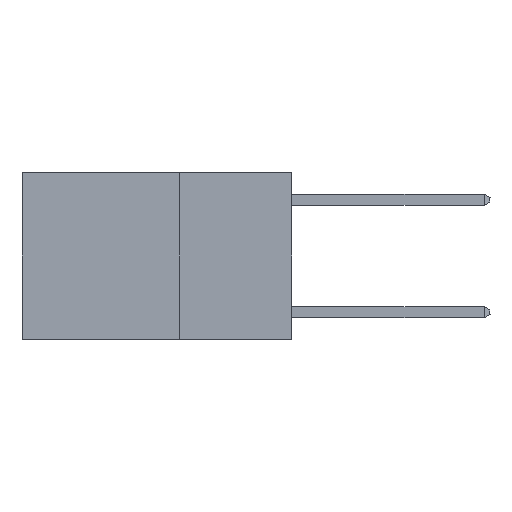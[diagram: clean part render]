
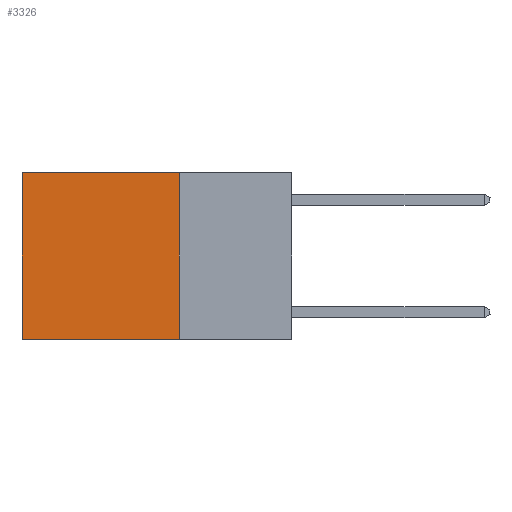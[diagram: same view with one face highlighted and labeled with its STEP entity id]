
A CAD part, left-side view. The second image highlights one B-rep face of the part: STEP entity #3326.
In plain terms, the highlighted planar face has unit normal (-1, 0, 0).
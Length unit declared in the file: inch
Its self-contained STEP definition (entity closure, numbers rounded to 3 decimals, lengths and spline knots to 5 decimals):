
#409 = VECTOR ( 'NONE', #13650, 39.37008 ) ;
#567 = LINE ( 'NONE', #10782, #4227 ) ;
#926 = DIRECTION ( 'NONE',  ( 1., 0., 0. ) ) ;
#2626 = LINE ( 'NONE', #7143, #6450 ) ;
#2710 = DIRECTION ( 'NONE',  ( 0., 0., -1. ) ) ;
#3326 = ADVANCED_FACE ( 'NONE', ( #4388 ), #6538, .F. ) ;
#3553 = ORIENTED_EDGE ( 'NONE', *, *, #7210, .T. ) ;
#3955 = VERTEX_POINT ( 'NONE', #9794 ) ;
#4227 = VECTOR ( 'NONE', #2710, 39.37008 ) ;
#4254 = DIRECTION ( 'NONE',  ( 0., 0., -1. ) ) ;
#4388 = FACE_OUTER_BOUND ( 'NONE', #13959, .T. ) ;
#4677 = LINE ( 'NONE', #5783, #409 ) ;
#4916 = DIRECTION ( 'NONE',  ( 0., 1., 0. ) ) ;
#5121 = VERTEX_POINT ( 'NONE', #12643 ) ;
#5201 = ORIENTED_EDGE ( 'NONE', *, *, #14481, .F. ) ;
#5241 = CARTESIAN_POINT ( 'NONE',  ( 0.2625, 0.25, -0.37 ) ) ;
#5408 = ORIENTED_EDGE ( 'NONE', *, *, #13419, .F. ) ;
#5783 = CARTESIAN_POINT ( 'NONE',  ( 0.2625, 0.25, -0.37 ) ) ;
#5938 = AXIS2_PLACEMENT_3D ( 'NONE', #11057, #926, #4254 ) ;
#6091 = CARTESIAN_POINT ( 'NONE',  ( 0.2625, 0.6, 0. ) ) ;
#6450 = VECTOR ( 'NONE', #4916, 39.37008 ) ;
#6458 = VERTEX_POINT ( 'NONE', #5241 ) ;
#6538 = PLANE ( 'NONE',  #5938 ) ;
#7143 = CARTESIAN_POINT ( 'NONE',  ( 0.2625, 0.25, 0. ) ) ;
#7210 = EDGE_CURVE ( 'NONE', #3955, #13104, #2626, .T. ) ;
#7236 = CARTESIAN_POINT ( 'NONE',  ( 0.2625, 0.6, 0. ) ) ;
#8355 = LINE ( 'NONE', #7236, #9888 ) ;
#9794 = CARTESIAN_POINT ( 'NONE',  ( 0.2625, 0.25, 0. ) ) ;
#9888 = VECTOR ( 'NONE', #10779, 39.37008 ) ;
#10779 = DIRECTION ( 'NONE',  ( 0., 0., -1. ) ) ;
#10782 = CARTESIAN_POINT ( 'NONE',  ( 0.2625, 0.25, 0. ) ) ;
#11057 = CARTESIAN_POINT ( 'NONE',  ( 0.2625, 0.25, 0. ) ) ;
#12052 = ORIENTED_EDGE ( 'NONE', *, *, #12576, .T. ) ;
#12576 = EDGE_CURVE ( 'NONE', #13104, #5121, #8355, .T. ) ;
#12643 = CARTESIAN_POINT ( 'NONE',  ( 0.2625, 0.6, -0.37 ) ) ;
#13104 = VERTEX_POINT ( 'NONE', #6091 ) ;
#13419 = EDGE_CURVE ( 'NONE', #6458, #5121, #4677, .T. ) ;
#13650 = DIRECTION ( 'NONE',  ( 0., 1., 0. ) ) ;
#13959 = EDGE_LOOP ( 'NONE', ( #12052, #5408, #5201, #3553 ) ) ;
#14481 = EDGE_CURVE ( 'NONE', #3955, #6458, #567, .T. ) ;
